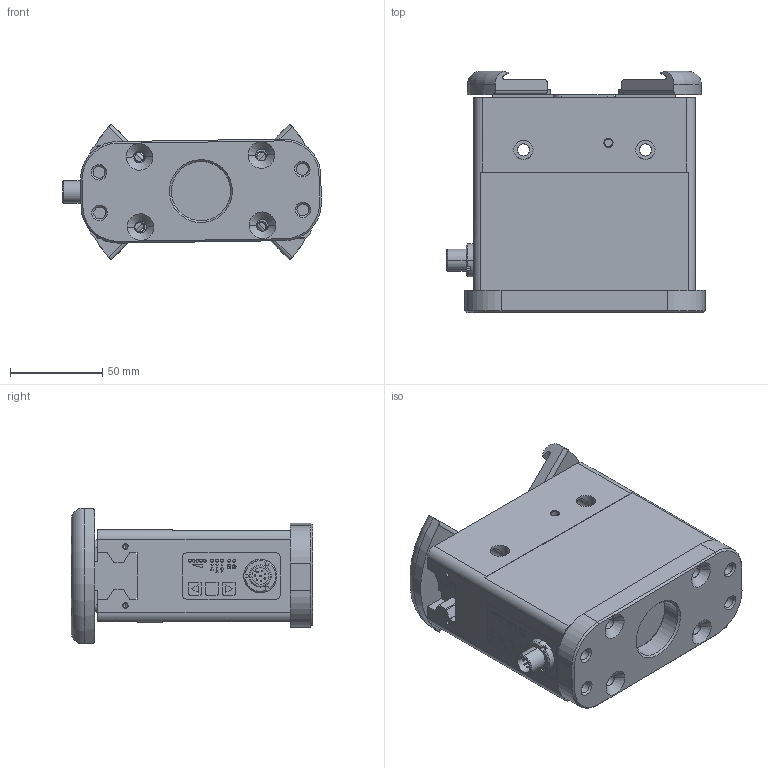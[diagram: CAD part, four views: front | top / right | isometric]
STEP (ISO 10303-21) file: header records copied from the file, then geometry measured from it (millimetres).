
FILE_DESCRIPTION((''),'2;1');
FILE_NAME('GEP5010IO-00-A_0018187018187__ASM','2024-06-25T16:21:55',('mathi'),(''),'CREO PARAMETRIC BY PTC INC, 2023073','CREO PARAMETRIC BY PTC INC, 2023073','');
FILE_SCHEMA(('CONFIG_CONTROL_DESIGN'));
Length unit declared in the file: millimetre
Products named in the file (9): GEP5010IO-00-A_ZYLINDER_1; GEP5010IO-00-A_DECKEL; GPP5010N-00-A_BACKEN; 018187ZENTRIERHUELSE; GEP5010IO-00-A_0018187018187__1_ASM; ADAPTER_GREIFER; GREIFERBACKE_AUSSEN_V4; GREIFERBACKEN_AUSSEN_OFFEN_ASM; GEP5010IO-00-A_0018187018187__ASM
Assembly tree (15 placements, depth 3):
  GEP5010IO-00-A_0018187018187__ASM
    GEP5010IO-00-A_0018187018187__1_ASM
      GEP5010IO-00-A_ZYLINDER_1
      GEP5010IO-00-A_DECKEL
      GPP5010N-00-A_BACKEN  x2
      018187ZENTRIERHUELSE  x6
    ADAPTER_GREIFER
    GREIFERBACKEN_AUSSEN_OFFEN_ASM  x2
      GREIFERBACKE_AUSSEN_V4
Bounding box: 139.89 x 130.5 x 73.54 mm (x, y, z)
Volume: 695159.2 mm3; surface area: 112132.8 mm2
Topology: 13 solids, 13 shells, 677 faces, 1646 edges, 1033 vertices
Faces by surface type: plane 281, cylinder 223, cone 165, torus 8
Entity records: 16412 total; most frequent: CARTESIAN_POINT 3186, DIRECTION 2860, ORIENTED_EDGE 2582, EDGE_CURVE 1291, AXIS2_PLACEMENT_3D 1042, VERTEX_POINT 831, VECTOR 776, LINE 776
